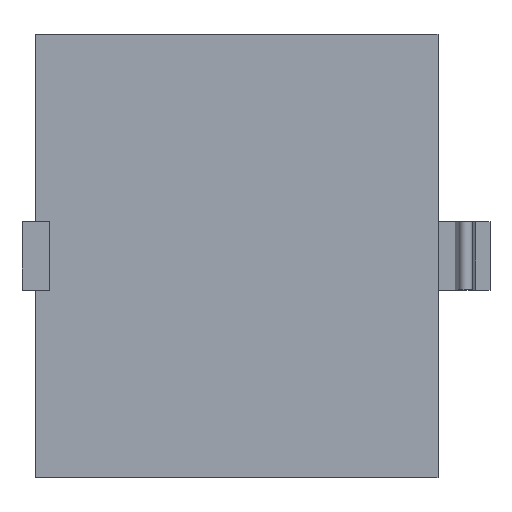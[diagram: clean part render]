
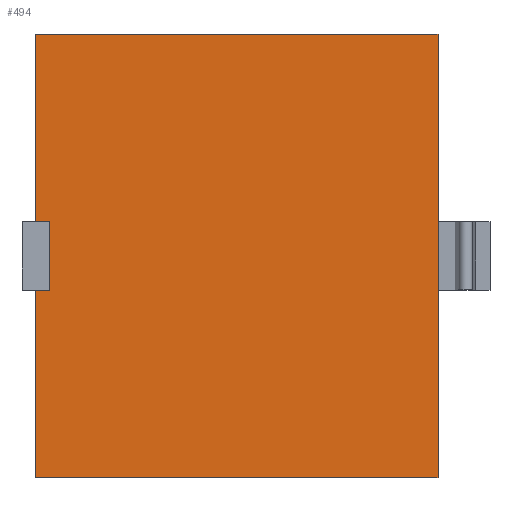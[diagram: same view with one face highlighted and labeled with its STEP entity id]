
A CAD part, top view. The second image highlights one B-rep face of the part: STEP entity #494.
In plain terms, the highlighted planar face has unit normal (0, 0, 1).
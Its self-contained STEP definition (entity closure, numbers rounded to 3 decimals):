
#40=FACE_OUTER_BOUND('',#67,.T.);
#67=EDGE_LOOP('',(#418,#419,#420,#421,#422,#423,#424,#425));
#112=LINE('',#765,#175);
#116=LINE('',#773,#179);
#122=LINE('',#784,#185);
#123=LINE('',#787,#186);
#124=LINE('',#789,#187);
#125=LINE('',#791,#188);
#126=LINE('',#793,#189);
#127=LINE('',#794,#190);
#175=VECTOR('',#629,10.);
#179=VECTOR('',#635,10.);
#185=VECTOR('',#647,10.);
#186=VECTOR('',#650,10.);
#187=VECTOR('',#651,10.);
#188=VECTOR('',#652,10.);
#189=VECTOR('',#653,10.);
#190=VECTOR('',#654,10.);
#229=VERTEX_POINT('',#755);
#230=VERTEX_POINT('',#756);
#233=VERTEX_POINT('',#764);
#236=VERTEX_POINT('',#772);
#239=VERTEX_POINT('',#786);
#240=VERTEX_POINT('',#788);
#241=VERTEX_POINT('',#790);
#242=VERTEX_POINT('',#792);
#290=EDGE_CURVE('',#233,#229,#112,.T.);
#294=EDGE_CURVE('',#236,#233,#116,.T.);
#300=EDGE_CURVE('',#230,#236,#122,.T.);
#301=EDGE_CURVE('',#239,#229,#123,.T.);
#302=EDGE_CURVE('',#240,#239,#124,.T.);
#303=EDGE_CURVE('',#241,#240,#125,.T.);
#304=EDGE_CURVE('',#242,#241,#126,.T.);
#305=EDGE_CURVE('',#230,#242,#127,.T.);
#418=ORIENTED_EDGE('',*,*,#300,.T.);
#419=ORIENTED_EDGE('',*,*,#294,.T.);
#420=ORIENTED_EDGE('',*,*,#290,.T.);
#421=ORIENTED_EDGE('',*,*,#301,.F.);
#422=ORIENTED_EDGE('',*,*,#302,.F.);
#423=ORIENTED_EDGE('',*,*,#303,.F.);
#424=ORIENTED_EDGE('',*,*,#304,.F.);
#425=ORIENTED_EDGE('',*,*,#305,.F.);
#467=PLANE('',#540);
#494=ADVANCED_FACE('',(#40),#467,.T.);
#540=AXIS2_PLACEMENT_3D('',#785,#648,#649);
#629=DIRECTION('',(-1.,0.,0.));
#635=DIRECTION('',(0.,-1.,0.));
#647=DIRECTION('',(1.,0.,0.));
#648=DIRECTION('center_axis',(0.,0.,1.));
#649=DIRECTION('ref_axis',(1.,0.,0.));
#650=DIRECTION('',(0.,1.,0.));
#651=DIRECTION('',(-1.,0.,0.));
#652=DIRECTION('',(0.,-1.,0.));
#653=DIRECTION('',(1.,0.,0.));
#654=DIRECTION('',(0.,1.,0.));
#755=CARTESIAN_POINT('',(-61.5,-5.,2.));
#756=CARTESIAN_POINT('',(-61.5,5.,2.));
#764=CARTESIAN_POINT('',(-59.5,-5.,2.));
#765=CARTESIAN_POINT('',(-62.,-5.,2.));
#772=CARTESIAN_POINT('',(-59.5,5.,2.));
#773=CARTESIAN_POINT('',(-59.5,0.,2.));
#784=CARTESIAN_POINT('',(-62.,5.,2.));
#785=CARTESIAN_POINT('Origin',(-61.5,0.,2.));
#786=CARTESIAN_POINT('',(-61.5,-32.5,2.));
#787=CARTESIAN_POINT('',(-61.5,0.,2.));
#788=CARTESIAN_POINT('',(-2.5,-32.5,2.));
#789=CARTESIAN_POINT('',(-61.5,-32.5,2.));
#790=CARTESIAN_POINT('',(-2.5,32.5,2.));
#791=CARTESIAN_POINT('',(-2.5,0.,2.));
#792=CARTESIAN_POINT('',(-61.5,32.5,2.));
#793=CARTESIAN_POINT('',(-61.5,32.5,2.));
#794=CARTESIAN_POINT('',(-61.5,0.,2.));
